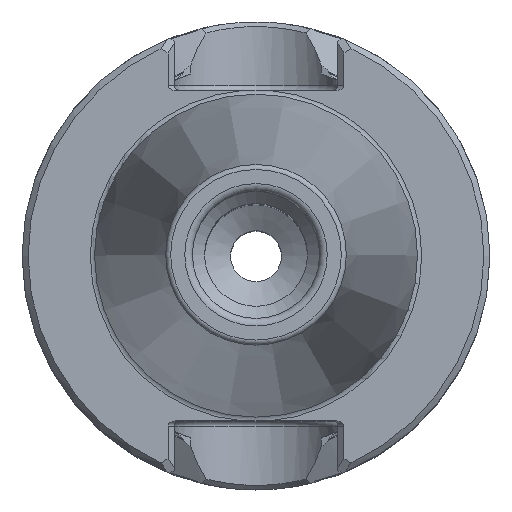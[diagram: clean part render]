
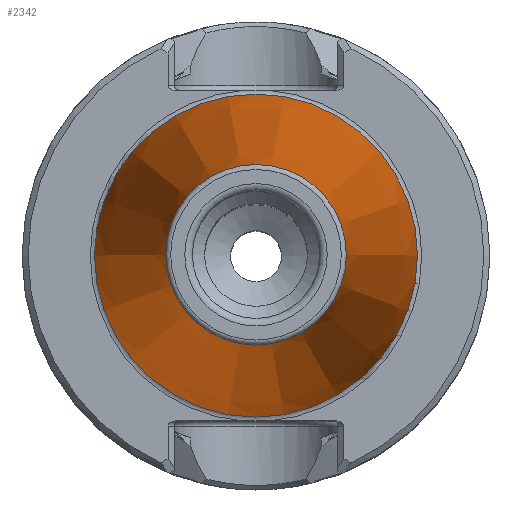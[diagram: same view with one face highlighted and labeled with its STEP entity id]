
A CAD part, top view. The second image highlights one B-rep face of the part: STEP entity #2342.
In plain terms, the highlighted conical face has half-angle 8.297 degrees and reference radius 8.879 mm.
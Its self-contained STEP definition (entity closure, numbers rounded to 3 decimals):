
#254=CONICAL_SURFACE('',#2498,8.879,0.145);
#367=ORIENTED_EDGE('',*,*,#777,.T.);
#368=ORIENTED_EDGE('',*,*,#776,.F.);
#776=EDGE_CURVE('',#998,#998,#1160,.T.);
#777=EDGE_CURVE('',#999,#999,#1161,.T.);
#998=VERTEX_POINT('',#3211);
#999=VERTEX_POINT('',#3214);
#1160=CIRCLE('',#2497,8.879);
#1161=CIRCLE('',#2499,15.876);
#1275=EDGE_LOOP('',(#367));
#1276=EDGE_LOOP('',(#368));
#1437=FACE_BOUND('',#1275,.T.);
#1438=FACE_BOUND('',#1276,.T.);
#2342=ADVANCED_FACE('',(#1437,#1438),#254,.T.);
#2497=AXIS2_PLACEMENT_3D('',#3210,#2780,#2781);
#2498=AXIS2_PLACEMENT_3D('',#3212,#2782,#2783);
#2499=AXIS2_PLACEMENT_3D('',#3213,#2784,#2785);
#2780=DIRECTION('',(0.,0.,1.));
#2781=DIRECTION('',(1.,0.,0.));
#2782=DIRECTION('',(0.,0.,-1.));
#2783=DIRECTION('',(-1.,0.,0.));
#2784=DIRECTION('',(0.,0.,1.));
#2785=DIRECTION('',(1.,0.,0.));
#3210=CARTESIAN_POINT('',(0.,0.,47.972));
#3211=CARTESIAN_POINT('',(8.879,0.,47.972));
#3212=CARTESIAN_POINT('',(0.,0.,47.972));
#3213=CARTESIAN_POINT('',(0.,0.,-0.009));
#3214=CARTESIAN_POINT('',(15.876,0.,-0.009));
